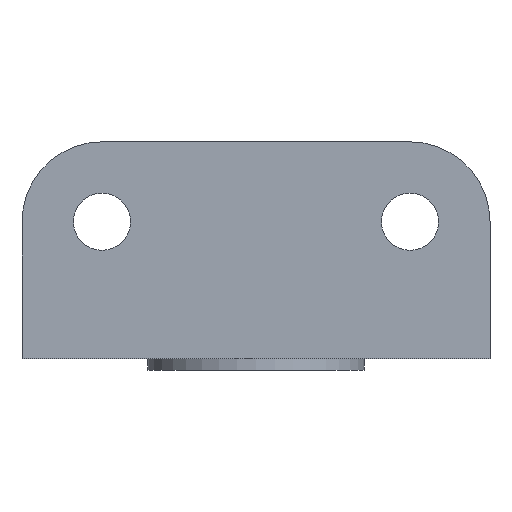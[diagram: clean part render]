
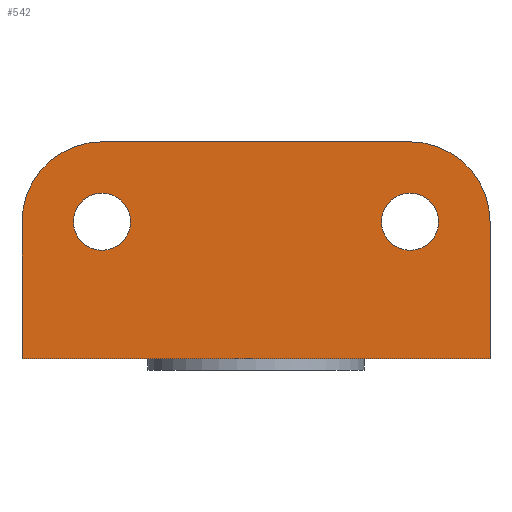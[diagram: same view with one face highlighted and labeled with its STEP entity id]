
A CAD part, front view. The second image highlights one B-rep face of the part: STEP entity #542.
In plain terms, the highlighted planar face has unit normal (0, -1, 0).
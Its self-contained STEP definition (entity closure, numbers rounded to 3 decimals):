
#4 = CARTESIAN_POINT ( 'NONE',  ( 27., 0., 0. ) ) ;
#6 = LINE ( 'NONE', #957, #760 ) ;
#11 = CARTESIAN_POINT ( 'NONE',  ( 41., 0., 0. ) ) ;
#17 = VERTEX_POINT ( 'NONE', #94 ) ;
#19 = EDGE_LOOP ( 'NONE', ( #366, #956 ) ) ;
#57 = CARTESIAN_POINT ( 'NONE',  ( -27., 0., -14. ) ) ;
#58 = CIRCLE ( 'NONE', #97, 14. ) ;
#72 = EDGE_CURVE ( 'NONE', #574, #912, #6, .T. ) ;
#74 = DIRECTION ( 'NONE',  ( 0., 1., 0. ) ) ;
#90 = VERTEX_POINT ( 'NONE', #651 ) ;
#94 = CARTESIAN_POINT ( 'NONE',  ( 27., 0., -9. ) ) ;
#97 = AXIS2_PLACEMENT_3D ( 'NONE', #204, #357, #429 ) ;
#113 = ORIENTED_EDGE ( 'NONE', *, *, #501, .T. ) ;
#114 = DIRECTION ( 'NONE',  ( 0., 1., 0. ) ) ;
#122 = FACE_BOUND ( 'NONE', #707, .T. ) ;
#136 = LINE ( 'NONE', #593, #921 ) ;
#156 = EDGE_CURVE ( 'NONE', #243, #574, #58, .T. ) ;
#176 = VERTEX_POINT ( 'NONE', #740 ) ;
#194 = CIRCLE ( 'NONE', #753, 5. ) ;
#204 = CARTESIAN_POINT ( 'NONE',  ( -27., 0., -14. ) ) ;
#209 = CARTESIAN_POINT ( 'NONE',  ( -27., 0., 0. ) ) ;
#220 = FACE_BOUND ( 'NONE', #19, .T. ) ;
#224 = EDGE_CURVE ( 'NONE', #904, #176, #810, .T. ) ;
#228 = PLANE ( 'NONE',  #931 ) ;
#239 = DIRECTION ( 'NONE',  ( 0., 0., 1. ) ) ;
#243 = VERTEX_POINT ( 'NONE', #209 ) ;
#250 = CARTESIAN_POINT ( 'NONE',  ( 27., 0., -14. ) ) ;
#269 = DIRECTION ( 'NONE',  ( -1., 0., 0. ) ) ;
#275 = DIRECTION ( 'NONE',  ( 0., 0., 1. ) ) ;
#288 = VECTOR ( 'NONE', #269, 1000. ) ;
#303 = AXIS2_PLACEMENT_3D ( 'NONE', #519, #428, #275 ) ;
#319 = DIRECTION ( 'NONE',  ( 0., 1., 0. ) ) ;
#321 = EDGE_CURVE ( 'NONE', #90, #17, #365, .T. ) ;
#357 = DIRECTION ( 'NONE',  ( 0., -1., 0. ) ) ;
#358 = CARTESIAN_POINT ( 'NONE',  ( 41., 0., -38. ) ) ;
#360 = EDGE_CURVE ( 'NONE', #477, #915, #136, .T. ) ;
#365 = CIRCLE ( 'NONE', #303, 5. ) ;
#366 = ORIENTED_EDGE ( 'NONE', *, *, #321, .T. ) ;
#370 = ORIENTED_EDGE ( 'NONE', *, *, #876, .F. ) ;
#372 = VECTOR ( 'NONE', #422, 1000. ) ;
#400 = VERTEX_POINT ( 'NONE', #4 ) ;
#422 = DIRECTION ( 'NONE',  ( -1., 0., 0. ) ) ;
#428 = DIRECTION ( 'NONE',  ( 0., 1., 0. ) ) ;
#429 = DIRECTION ( 'NONE',  ( 0., 0., 1. ) ) ;
#442 = CARTESIAN_POINT ( 'NONE',  ( 41., 0., -14. ) ) ;
#468 = DIRECTION ( 'NONE',  ( 0., -1., 0. ) ) ;
#476 = DIRECTION ( 'NONE',  ( 0., 0., 1. ) ) ;
#477 = VERTEX_POINT ( 'NONE', #442 ) ;
#481 = CIRCLE ( 'NONE', #522, 14. ) ;
#490 = CARTESIAN_POINT ( 'NONE',  ( -27., 0., -14. ) ) ;
#501 = EDGE_CURVE ( 'NONE', #477, #400, #481, .T. ) ;
#519 = CARTESIAN_POINT ( 'NONE',  ( 27., 0., -14. ) ) ;
#522 = AXIS2_PLACEMENT_3D ( 'NONE', #696, #468, #697 ) ;
#542 = ADVANCED_FACE ( 'NONE', ( #122, #220, #654 ), #228, .F. ) ;
#559 = LINE ( 'NONE', #575, #288 ) ;
#562 = ORIENTED_EDGE ( 'NONE', *, *, #769, .T. ) ;
#574 = VERTEX_POINT ( 'NONE', #852 ) ;
#575 = CARTESIAN_POINT ( 'NONE',  ( 41., 0., 0. ) ) ;
#584 = ORIENTED_EDGE ( 'NONE', *, *, #809, .T. ) ;
#593 = CARTESIAN_POINT ( 'NONE',  ( 41., 0., 0. ) ) ;
#614 = EDGE_LOOP ( 'NONE', ( #899, #113, #584, #725, #702, #370 ) ) ;
#651 = CARTESIAN_POINT ( 'NONE',  ( 27., 0., -19. ) ) ;
#654 = FACE_OUTER_BOUND ( 'NONE', #614, .T. ) ;
#663 = CARTESIAN_POINT ( 'NONE',  ( -27., 0., -19. ) ) ;
#666 = CARTESIAN_POINT ( 'NONE',  ( 41., 0., -38. ) ) ;
#671 = DIRECTION ( 'NONE',  ( 0., 0., -1. ) ) ;
#673 = ORIENTED_EDGE ( 'NONE', *, *, #224, .T. ) ;
#674 = EDGE_CURVE ( 'NONE', #17, #90, #194, .T. ) ;
#696 = CARTESIAN_POINT ( 'NONE',  ( 27., 0., -14. ) ) ;
#697 = DIRECTION ( 'NONE',  ( 0., 0., 1. ) ) ;
#699 = CIRCLE ( 'NONE', #795, 5. ) ;
#702 = ORIENTED_EDGE ( 'NONE', *, *, #72, .T. ) ;
#707 = EDGE_LOOP ( 'NONE', ( #673, #562 ) ) ;
#722 = DIRECTION ( 'NONE',  ( 0., 0., -1. ) ) ;
#725 = ORIENTED_EDGE ( 'NONE', *, *, #156, .T. ) ;
#726 = DIRECTION ( 'NONE',  ( 0., 0., 1. ) ) ;
#732 = DIRECTION ( 'NONE',  ( 0., 0., 1. ) ) ;
#736 = AXIS2_PLACEMENT_3D ( 'NONE', #57, #902, #732 ) ;
#740 = CARTESIAN_POINT ( 'NONE',  ( -27., 0., -9. ) ) ;
#743 = CARTESIAN_POINT ( 'NONE',  ( -41., 0., -38. ) ) ;
#753 = AXIS2_PLACEMENT_3D ( 'NONE', #250, #319, #476 ) ;
#760 = VECTOR ( 'NONE', #722, 1000. ) ;
#769 = EDGE_CURVE ( 'NONE', #176, #904, #699, .T. ) ;
#795 = AXIS2_PLACEMENT_3D ( 'NONE', #490, #114, #726 ) ;
#809 = EDGE_CURVE ( 'NONE', #400, #243, #559, .T. ) ;
#810 = CIRCLE ( 'NONE', #736, 5. ) ;
#852 = CARTESIAN_POINT ( 'NONE',  ( -41., 0., -14. ) ) ;
#876 = EDGE_CURVE ( 'NONE', #915, #912, #952, .T. ) ;
#899 = ORIENTED_EDGE ( 'NONE', *, *, #360, .F. ) ;
#902 = DIRECTION ( 'NONE',  ( 0., 1., 0. ) ) ;
#904 = VERTEX_POINT ( 'NONE', #663 ) ;
#912 = VERTEX_POINT ( 'NONE', #743 ) ;
#915 = VERTEX_POINT ( 'NONE', #666 ) ;
#921 = VECTOR ( 'NONE', #671, 1000. ) ;
#931 = AXIS2_PLACEMENT_3D ( 'NONE', #11, #74, #239 ) ;
#952 = LINE ( 'NONE', #358, #372 ) ;
#956 = ORIENTED_EDGE ( 'NONE', *, *, #674, .T. ) ;
#957 = CARTESIAN_POINT ( 'NONE',  ( -41., 0., 0. ) ) ;
